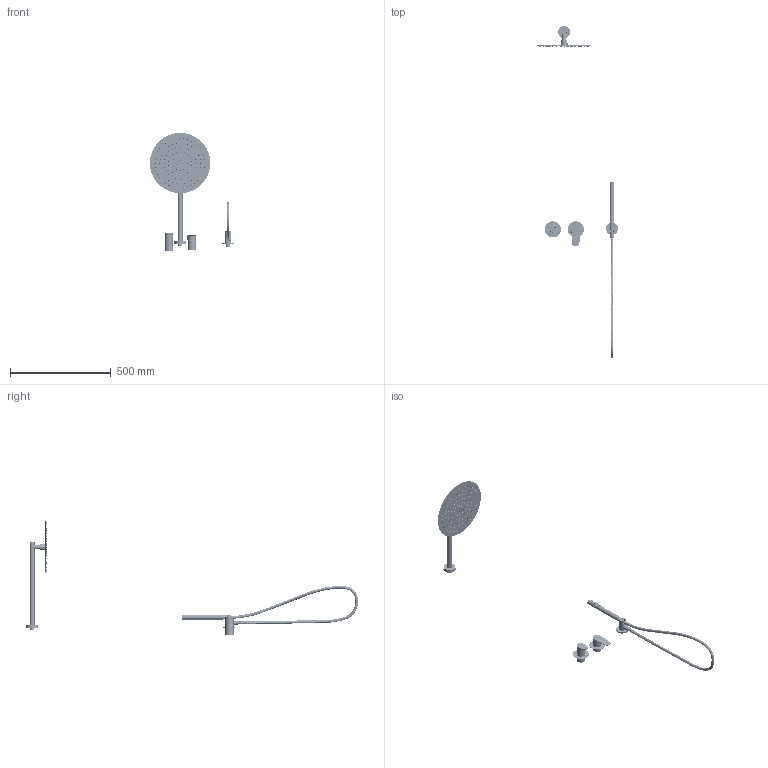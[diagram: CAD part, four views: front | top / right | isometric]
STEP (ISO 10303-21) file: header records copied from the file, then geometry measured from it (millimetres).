
FILE_DESCRIPTION (( 'STEP AP203' ), '1' );
FILE_NAME ('36D312972.STEP', '2025-11-24T13:20:12', ( '' ), ( '' ), 'SwSTEP 2.0', 'SolidWorks 2021', '' );
FILE_SCHEMA (( 'CONFIG_CONTROL_DESIGN' ));
Products named in the file (1): 36D312972
Bounding box: 417.8 x 1648.17 x 587.02 mm (x, y, z)
Surface area: 688910.1 mm2 (no closed solid volume)
Topology: 0 solids, 23 shells, 4795 faces, 12023 edges, 7951 vertices
Faces by surface type: bspline 1592, cylinder 1378, plane 911, cone 855, torus 53, sphere 6
Entity records: 198541 total; most frequent: CARTESIAN_POINT 86229, ORIENTED_EDGE 24002, DIRECTION 23352, EDGE_CURVE 12003, AXIS2_PLACEMENT_3D 10222, VERTEX_POINT 7951, CIRCLE 7018, EDGE_LOOP 6056
